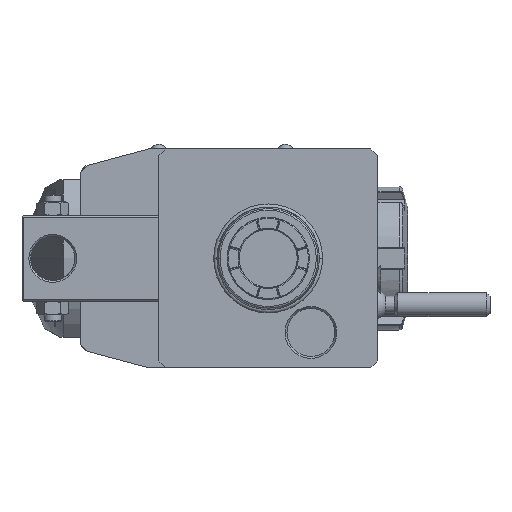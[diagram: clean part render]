
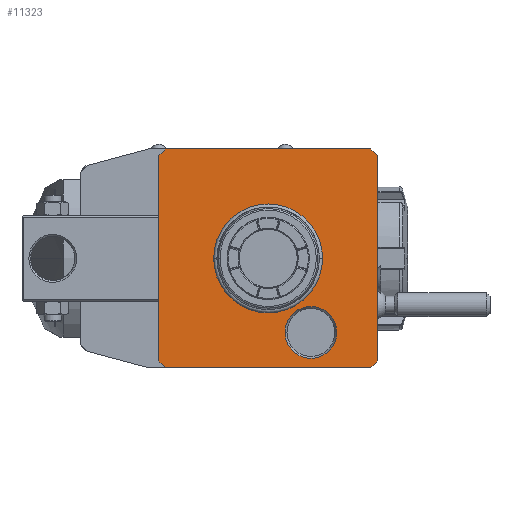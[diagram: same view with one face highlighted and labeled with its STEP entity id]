
A CAD part, front view. The second image highlights one B-rep face of the part: STEP entity #11323.
In plain terms, the highlighted planar face has unit normal (0, -1, 0).
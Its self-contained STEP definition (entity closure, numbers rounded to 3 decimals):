
#197=DIRECTION('',(-0.707,0.,0.707));
#198=VECTOR('',#197,2.828);
#199=CARTESIAN_POINT('',(55.,-41.,30.));
#200=LINE('',#199,#198);
#201=DIRECTION('',(0.,0.,1.));
#202=VECTOR('',#201,60.);
#203=CARTESIAN_POINT('',(55.,-41.,-30.));
#204=LINE('',#203,#202);
#205=DIRECTION('',(0.707,0.,0.707));
#206=VECTOR('',#205,2.828);
#207=CARTESIAN_POINT('',(53.,-41.,-32.));
#208=LINE('',#207,#206);
#209=DIRECTION('',(1.,0.,0.));
#210=VECTOR('',#209,60.);
#211=CARTESIAN_POINT('',(-7.,-41.,-32.));
#212=LINE('',#211,#210);
#213=DIRECTION('',(0.707,0.,-0.707));
#214=VECTOR('',#213,2.828);
#215=CARTESIAN_POINT('',(-9.,-41.,-30.));
#216=LINE('',#215,#214);
#217=DIRECTION('',(0.,0.,-1.));
#218=VECTOR('',#217,60.);
#219=CARTESIAN_POINT('',(-9.,-41.,30.));
#220=LINE('',#219,#218);
#221=DIRECTION('',(-0.707,0.,-0.707));
#222=VECTOR('',#221,2.828);
#223=CARTESIAN_POINT('',(-7.,-41.,32.));
#224=LINE('',#223,#222);
#225=DIRECTION('',(-1.,0.,0.));
#226=VECTOR('',#225,60.);
#227=CARTESIAN_POINT('',(53.,-41.,32.));
#228=LINE('',#227,#226);
#229=CARTESIAN_POINT('',(35.5,-41.,-21.651));
#230=DIRECTION('',(0.,1.,0.));
#231=DIRECTION('',(-1.,0.,0.));
#232=AXIS2_PLACEMENT_3D('',#229,#230,#231);
#234=CARTESIAN_POINT('',(35.5,-41.,-21.651));
#235=DIRECTION('',(0.,1.,0.));
#236=DIRECTION('',(1.,0.,0.));
#237=AXIS2_PLACEMENT_3D('',#234,#235,#236);
#239=CARTESIAN_POINT('',(23.,-41.,0.));
#240=DIRECTION('',(0.,-1.,0.));
#241=DIRECTION('',(1.,0.,0.));
#242=AXIS2_PLACEMENT_3D('',#239,#240,#241);
#244=CARTESIAN_POINT('',(23.,-41.,0.));
#245=DIRECTION('',(0.,-1.,0.));
#246=DIRECTION('',(-1.,0.,0.));
#247=AXIS2_PLACEMENT_3D('',#244,#245,#246);
#10395=CARTESIAN_POINT('',(27.923,-41.,-21.651));
#10396=CARTESIAN_POINT('',(43.077,-41.,-21.651));
#10397=VERTEX_POINT('',#10395);
#10398=VERTEX_POINT('',#10396);
#10893=CARTESIAN_POINT('',(55.,-41.,30.));
#10894=CARTESIAN_POINT('',(53.,-41.,32.));
#10895=VERTEX_POINT('',#10893);
#10896=VERTEX_POINT('',#10894);
#10897=CARTESIAN_POINT('',(-7.,-41.,32.));
#10898=VERTEX_POINT('',#10897);
#10899=CARTESIAN_POINT('',(-9.,-41.,30.));
#10900=VERTEX_POINT('',#10899);
#10901=CARTESIAN_POINT('',(-9.,-41.,-30.));
#10902=VERTEX_POINT('',#10901);
#10903=CARTESIAN_POINT('',(-7.,-41.,-32.));
#10904=VERTEX_POINT('',#10903);
#10905=CARTESIAN_POINT('',(53.,-41.,-32.));
#10906=VERTEX_POINT('',#10905);
#10907=CARTESIAN_POINT('',(55.,-41.,-30.));
#10908=VERTEX_POINT('',#10907);
#11077=CARTESIAN_POINT('',(38.783,-41.,0.));
#11078=CARTESIAN_POINT('',(7.217,-41.,0.));
#11079=VERTEX_POINT('',#11077);
#11080=VERTEX_POINT('',#11078);
#11296=CARTESIAN_POINT('',(23.,-41.,0.));
#11297=DIRECTION('',(0.,-1.,0.));
#11298=DIRECTION('',(-1.,0.,0.));
#11299=AXIS2_PLACEMENT_3D('',#11296,#11297,#11298);
#11300=PLANE('',#11299);
#11301=ORIENTED_EDGE('',*,*,#11203,.F.);
#11302=ORIENTED_EDGE('',*,*,#11222,.F.);
#11303=ORIENTED_EDGE('',*,*,#11245,.F.);
#11304=ORIENTED_EDGE('',*,*,#11264,.F.);
#11305=ORIENTED_EDGE('',*,*,#11288,.F.);
#11306=ORIENTED_EDGE('',*,*,#11118,.F.);
#11307=ORIENTED_EDGE('',*,*,#11151,.F.);
#11308=ORIENTED_EDGE('',*,*,#11166,.F.);
#11309=EDGE_LOOP('',(#11301,#11302,#11303,#11304,#11305,#11306,#11307,#11308));
#11310=FACE_OUTER_BOUND('',#11309,.F.);
#11312=ORIENTED_EDGE('',*,*,#11311,.T.);
#11314=ORIENTED_EDGE('',*,*,#11313,.T.);
#11315=EDGE_LOOP('',(#11312,#11314));
#11316=FACE_BOUND('',#11315,.F.);
#11318=ORIENTED_EDGE('',*,*,#11317,.F.);
#11320=ORIENTED_EDGE('',*,*,#11319,.F.);
#11321=EDGE_LOOP('',(#11318,#11320));
#11322=FACE_BOUND('',#11321,.F.);
#233=CIRCLE('',#232,7.577);
#238=CIRCLE('',#237,7.577);
#243=CIRCLE('',#242,15.783);
#248=CIRCLE('',#247,15.783);
#11118=EDGE_CURVE('',#10900,#10902,#220,.T.);
#11151=EDGE_CURVE('',#10898,#10900,#224,.T.);
#11166=EDGE_CURVE('',#10896,#10898,#228,.T.);
#11203=EDGE_CURVE('',#10895,#10896,#200,.T.);
#11222=EDGE_CURVE('',#10908,#10895,#204,.T.);
#11245=EDGE_CURVE('',#10906,#10908,#208,.T.);
#11264=EDGE_CURVE('',#10904,#10906,#212,.T.);
#11288=EDGE_CURVE('',#10902,#10904,#216,.T.);
#11311=EDGE_CURVE('',#11079,#11080,#243,.T.);
#11313=EDGE_CURVE('',#11080,#11079,#248,.T.);
#11317=EDGE_CURVE('',#10397,#10398,#233,.T.);
#11319=EDGE_CURVE('',#10398,#10397,#238,.T.);
#11323=ADVANCED_FACE('',(#11310,#11316,#11322),#11300,.T.);
